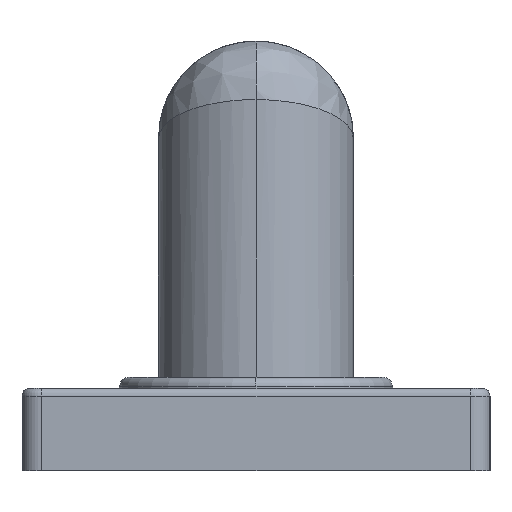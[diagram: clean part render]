
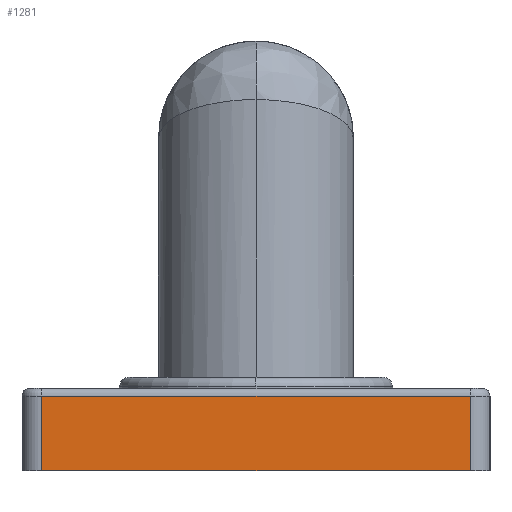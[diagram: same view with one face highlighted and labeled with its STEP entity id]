
A CAD part, left-side view. The second image highlights one B-rep face of the part: STEP entity #1281.
In plain terms, the highlighted planar face has unit normal (-1, 0, 0).
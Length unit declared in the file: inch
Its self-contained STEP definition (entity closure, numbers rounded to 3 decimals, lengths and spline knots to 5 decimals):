
#100=DIRECTION('',(0.,-1.,0.));
#101=VECTOR('',#100,2.75);
#102=CARTESIAN_POINT('',(-1.5,1.375,0.));
#103=LINE('',#102,#101);
#104=DIRECTION('',(0.,0.,-1.));
#105=VECTOR('',#104,0.48);
#106=CARTESIAN_POINT('',(-1.5,1.375,0.48));
#107=LINE('',#106,#105);
#108=DIRECTION('',(0.,-1.,0.));
#109=VECTOR('',#108,2.75);
#110=CARTESIAN_POINT('',(-1.5,1.375,0.48));
#111=LINE('',#110,#109);
#112=DIRECTION('',(0.,0.,-1.));
#113=VECTOR('',#112,0.48);
#114=CARTESIAN_POINT('',(-1.5,-1.375,0.48));
#115=LINE('',#114,#113);
#1014=CARTESIAN_POINT('',(-1.5,1.375,0.48));
#1015=VERTEX_POINT('',#1014);
#1016=CARTESIAN_POINT('',(-1.5,-1.375,0.48));
#1017=VERTEX_POINT('',#1016);
#1019=CARTESIAN_POINT('',(-1.5,-1.375,0.));
#1021=VERTEX_POINT('',#1019);
#1032=CARTESIAN_POINT('',(-1.5,1.375,0.));
#1033=VERTEX_POINT('',#1032);
#1267=CARTESIAN_POINT('',(-1.5,1.5,0.));
#1268=DIRECTION('',(-1.,0.,0.));
#1269=DIRECTION('',(0.,-1.,0.));
#1270=AXIS2_PLACEMENT_3D('',#1267,#1268,#1269);
#1271=PLANE('',#1270);
#1273=ORIENTED_EDGE('',*,*,#1272,.F.);
#1275=ORIENTED_EDGE('',*,*,#1274,.F.);
#1276=ORIENTED_EDGE('',*,*,#1261,.T.);
#1278=ORIENTED_EDGE('',*,*,#1277,.T.);
#1279=EDGE_LOOP('',(#1273,#1275,#1276,#1278));
#1280=FACE_OUTER_BOUND('',#1279,.F.);
#1281=ADVANCED_FACE('',(#1280),#1271,.T.);
#1261=EDGE_CURVE('',#1015,#1017,#111,.T.);
#1272=EDGE_CURVE('',#1033,#1021,#103,.T.);
#1274=EDGE_CURVE('',#1015,#1033,#107,.T.);
#1277=EDGE_CURVE('',#1017,#1021,#115,.T.);
